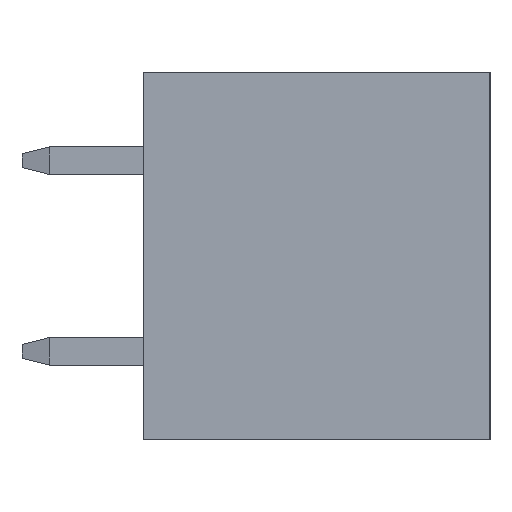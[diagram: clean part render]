
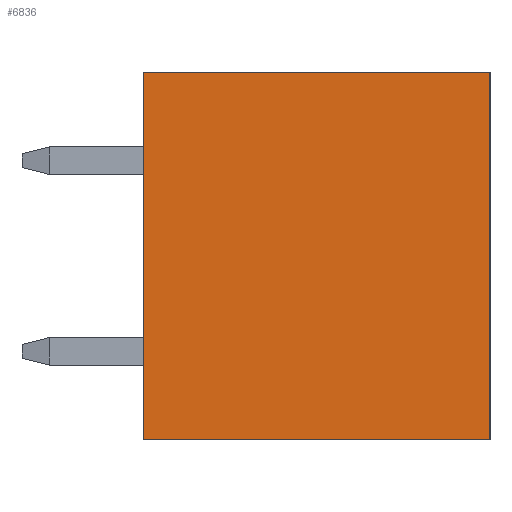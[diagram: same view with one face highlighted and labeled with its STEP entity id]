
A CAD part, left-side view. The second image highlights one B-rep face of the part: STEP entity #6836.
In plain terms, the highlighted planar face has unit normal (-1, 0, 0).
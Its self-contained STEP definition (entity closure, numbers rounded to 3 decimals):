
#822=LINE('',#11006,#1582);
#832=LINE('',#11027,#1592);
#837=LINE('',#11036,#1597);
#858=LINE('',#11076,#1618);
#1582=VECTOR('',#8987,1000.);
#1592=VECTOR('',#9001,1000.);
#1597=VECTOR('',#9008,1000.);
#1618=VECTOR('',#9037,1000.);
#3217=ORIENTED_EDGE('',*,*,#4423,.T.);
#3218=ORIENTED_EDGE('',*,*,#4413,.T.);
#3219=ORIENTED_EDGE('',*,*,#4452,.T.);
#3220=ORIENTED_EDGE('',*,*,#4428,.T.);
#4413=EDGE_CURVE('',#5122,#5121,#822,.T.);
#4423=EDGE_CURVE('',#5131,#5122,#832,.T.);
#4428=EDGE_CURVE('',#5134,#5131,#837,.T.);
#4452=EDGE_CURVE('',#5121,#5134,#858,.T.);
#5121=VERTEX_POINT('',#11005);
#5122=VERTEX_POINT('',#11007);
#5131=VERTEX_POINT('',#11028);
#5134=VERTEX_POINT('',#11037);
#5726=EDGE_LOOP('',(#3217,#3218,#3219,#3220));
#6180=FACE_BOUND('',#5726,.T.);
#6481=PLANE('',#7405);
#6836=ADVANCED_FACE('',(#6180),#6481,.T.);
#7405=AXIS2_PLACEMENT_3D('',#11077,#9038,#9039);
#8987=DIRECTION('',(0.,-1.,0.));
#9001=DIRECTION('',(0.,0.,-1.));
#9008=DIRECTION('',(0.,1.,0.));
#9037=DIRECTION('',(0.,0.,1.));
#9038=DIRECTION('',(-1.,0.,0.));
#9039=DIRECTION('',(0.,0.,1.));
#11005=CARTESIAN_POINT('',(-9.15,-5.,-5.3));
#11006=CARTESIAN_POINT('',(-9.15,5.,-5.3));
#11007=CARTESIAN_POINT('',(-9.15,5.,-5.3));
#11027=CARTESIAN_POINT('',(-9.15,5.,5.3));
#11028=CARTESIAN_POINT('',(-9.15,5.,5.3));
#11036=CARTESIAN_POINT('',(-9.15,-5.,5.3));
#11037=CARTESIAN_POINT('',(-9.15,-5.,5.3));
#11076=CARTESIAN_POINT('',(-9.15,-5.,-5.3));
#11077=CARTESIAN_POINT('',(-9.15,0.,0.));
